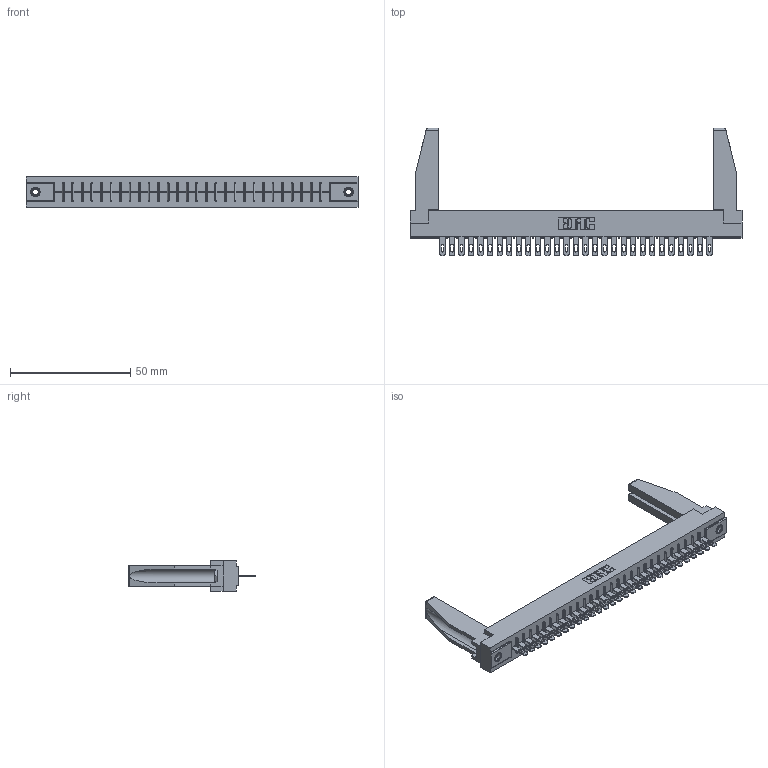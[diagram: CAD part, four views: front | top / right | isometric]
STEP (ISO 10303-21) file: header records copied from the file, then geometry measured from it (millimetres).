
FILE_DESCRIPTION (( 'STEP AP203' ), '1' );
FILE_NAME ('306-029-400-178.STEP', '2020-09-22T00:37:01', ( '' ), ( '' ), 'SwSTEP 2.0', 'SolidWorks 2020', '' );
FILE_SCHEMA (( 'CONFIG_CONTROL_DESIGN' ));
Length unit declared in the file: inch
Products named in the file (5): 307-220-078; 306-290-001_100; 306-029-400-178; 306 Part_.156 Dia; 345-250-001_345-250-001-102
Assembly tree (34 placements, depth 2):
  306-029-400-178
    306 Part_.156 Dia
    306-290-001_100  x29
    345-250-001_345-250-001-102  x2
    307-220-078  x2
Bounding box: 137.92 x 52.91 x 12.7 mm (x, y, z)
Volume: 19217.5 mm3; surface area: 19831.4 mm2
Topology: 34 solids, 34 shells, 2450 faces, 6881 edges, 4422 vertices
Faces by surface type: plane 1602, cylinder 716, sphere 116, cone 12, torus 4
Entity records: 31331 total; most frequent: CARTESIAN_POINT 5260, ORIENTED_EDGE 5172, DIRECTION 5140, EDGE_CURVE 2586, LINE 2016, VECTOR 2016, VERTEX_POINT 1640, AXIS2_PLACEMENT_3D 1562
